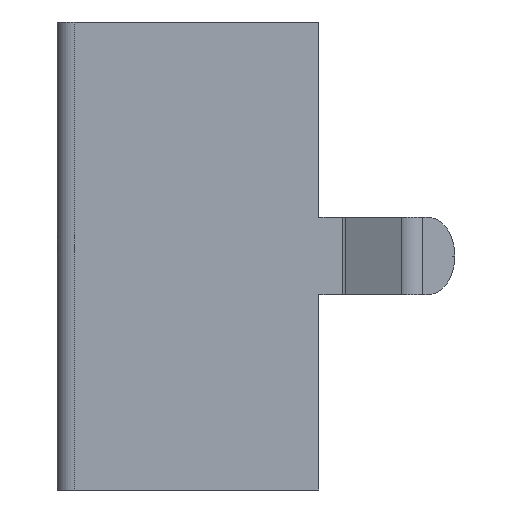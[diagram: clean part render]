
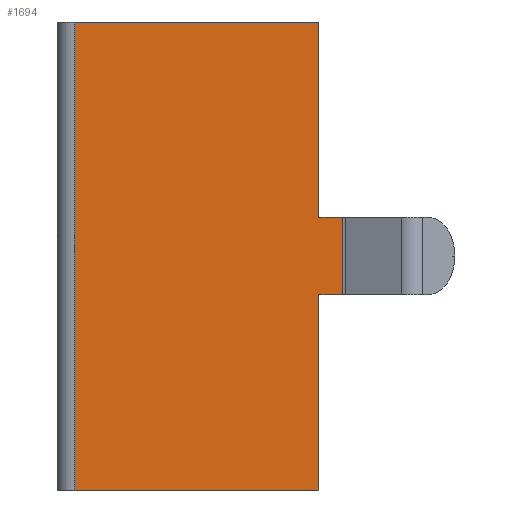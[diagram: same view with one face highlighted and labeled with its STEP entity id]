
A CAD part, left-side view. The second image highlights one B-rep face of the part: STEP entity #1694.
In plain terms, the highlighted planar face has unit normal (-1, 0, 0).
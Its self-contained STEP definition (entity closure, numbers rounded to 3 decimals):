
#53 = VERTEX_POINT ( 'NONE', #774 ) ;
#72 = CARTESIAN_POINT ( 'NONE',  ( -12.635, 8.1, 4.765 ) ) ;
#226 = FACE_OUTER_BOUND ( 'NONE', #4064, .T. ) ;
#241 = VERTEX_POINT ( 'NONE', #4221 ) ;
#254 = VERTEX_POINT ( 'NONE', #1279 ) ;
#356 = VECTOR ( 'NONE', #1547, 1000. ) ;
#381 = CARTESIAN_POINT ( 'NONE',  ( -12.635, 2.77, -4.765 ) ) ;
#395 = ORIENTED_EDGE ( 'NONE', *, *, #3749, .T. ) ;
#438 = CARTESIAN_POINT ( 'NONE',  ( -12.635, 2.77, 0.785 ) ) ;
#480 = CARTESIAN_POINT ( 'NONE',  ( -12.635, 8.1, 0.785 ) ) ;
#586 = DIRECTION ( 'NONE',  ( 0., 1., 0. ) ) ;
#714 = PLANE ( 'NONE',  #2070 ) ;
#774 = CARTESIAN_POINT ( 'NONE',  ( -12.635, 2.77, 4.765 ) ) ;
#825 = DIRECTION ( 'NONE',  ( -1., 0., 0. ) ) ;
#851 = VECTOR ( 'NONE', #2003, 1000. ) ;
#925 = EDGE_CURVE ( 'NONE', #254, #1539, #4081, .T. ) ;
#1011 = ORIENTED_EDGE ( 'NONE', *, *, #1986, .F. ) ;
#1042 = DIRECTION ( 'NONE',  ( 0., -1., 0. ) ) ;
#1154 = LINE ( 'NONE', #4177, #2867 ) ;
#1264 = CARTESIAN_POINT ( 'NONE',  ( -12.635, 2.77, -0.785 ) ) ;
#1279 = CARTESIAN_POINT ( 'NONE',  ( -12.635, 2.286, -0.785 ) ) ;
#1302 = LINE ( 'NONE', #3668, #1355 ) ;
#1311 = VERTEX_POINT ( 'NONE', #438 ) ;
#1321 = DIRECTION ( 'NONE',  ( 0., 0., -1. ) ) ;
#1353 = DIRECTION ( 'NONE',  ( 0., 0., -1. ) ) ;
#1355 = VECTOR ( 'NONE', #1042, 1000. ) ;
#1358 = LINE ( 'NONE', #480, #2034 ) ;
#1364 = ORIENTED_EDGE ( 'NONE', *, *, #2024, .F. ) ;
#1485 = ORIENTED_EDGE ( 'NONE', *, *, #1548, .F. ) ;
#1516 = ORIENTED_EDGE ( 'NONE', *, *, #2870, .F. ) ;
#1537 = DIRECTION ( 'NONE',  ( 0., -1., 0. ) ) ;
#1539 = VERTEX_POINT ( 'NONE', #1264 ) ;
#1547 = DIRECTION ( 'NONE',  ( 0., 0., -1. ) ) ;
#1548 = EDGE_CURVE ( 'NONE', #1660, #254, #2448, .T. ) ;
#1555 = EDGE_CURVE ( 'NONE', #241, #1980, #1302, .T. ) ;
#1562 = VECTOR ( 'NONE', #1353, 1000. ) ;
#1660 = VERTEX_POINT ( 'NONE', #3392 ) ;
#1682 = VERTEX_POINT ( 'NONE', #2700 ) ;
#1694 = ADVANCED_FACE ( 'NONE', ( #226 ), #714, .T. ) ;
#1712 = LINE ( 'NONE', #2658, #851 ) ;
#1813 = DIRECTION ( 'NONE',  ( 0., -1., 0. ) ) ;
#1828 = LINE ( 'NONE', #3347, #3625 ) ;
#1980 = VERTEX_POINT ( 'NONE', #381 ) ;
#1986 = EDGE_CURVE ( 'NONE', #53, #1311, #1828, .T. ) ;
#2003 = DIRECTION ( 'NONE',  ( 0., 0., -1. ) ) ;
#2024 = EDGE_CURVE ( 'NONE', #1539, #1980, #1712, .T. ) ;
#2034 = VECTOR ( 'NONE', #1813, 1000. ) ;
#2070 = AXIS2_PLACEMENT_3D ( 'NONE', #72, #825, #586 ) ;
#2168 = VECTOR ( 'NONE', #4234, 1000. ) ;
#2256 = CARTESIAN_POINT ( 'NONE',  ( -12.635, 2.286, 4.765 ) ) ;
#2448 = LINE ( 'NONE', #2256, #1562 ) ;
#2658 = CARTESIAN_POINT ( 'NONE',  ( -12.635, 2.77, 4.765 ) ) ;
#2700 = CARTESIAN_POINT ( 'NONE',  ( -12.635, 7.75, 4.765 ) ) ;
#2856 = EDGE_CURVE ( 'NONE', #1311, #1660, #1358, .T. ) ;
#2867 = VECTOR ( 'NONE', #1537, 1000. ) ;
#2870 = EDGE_CURVE ( 'NONE', #1682, #53, #1154, .T. ) ;
#3157 = LINE ( 'NONE', #3872, #356 ) ;
#3347 = CARTESIAN_POINT ( 'NONE',  ( -12.635, 2.77, 4.765 ) ) ;
#3392 = CARTESIAN_POINT ( 'NONE',  ( -12.635, 2.286, 0.785 ) ) ;
#3625 = VECTOR ( 'NONE', #1321, 1000. ) ;
#3668 = CARTESIAN_POINT ( 'NONE',  ( -12.635, 8.1, -4.765 ) ) ;
#3681 = ORIENTED_EDGE ( 'NONE', *, *, #2856, .F. ) ;
#3749 = EDGE_CURVE ( 'NONE', #1682, #241, #3157, .T. ) ;
#3872 = CARTESIAN_POINT ( 'NONE',  ( -12.635, 7.75, 4.765 ) ) ;
#3897 = CARTESIAN_POINT ( 'NONE',  ( -12.635, 8.1, -0.785 ) ) ;
#3900 = ORIENTED_EDGE ( 'NONE', *, *, #925, .F. ) ;
#4056 = ORIENTED_EDGE ( 'NONE', *, *, #1555, .T. ) ;
#4064 = EDGE_LOOP ( 'NONE', ( #1011, #1516, #395, #4056, #1364, #3900, #1485, #3681 ) ) ;
#4081 = LINE ( 'NONE', #3897, #2168 ) ;
#4177 = CARTESIAN_POINT ( 'NONE',  ( -12.635, 8.1, 4.765 ) ) ;
#4221 = CARTESIAN_POINT ( 'NONE',  ( -12.635, 7.75, -4.765 ) ) ;
#4234 = DIRECTION ( 'NONE',  ( 0., 1., 0. ) ) ;
